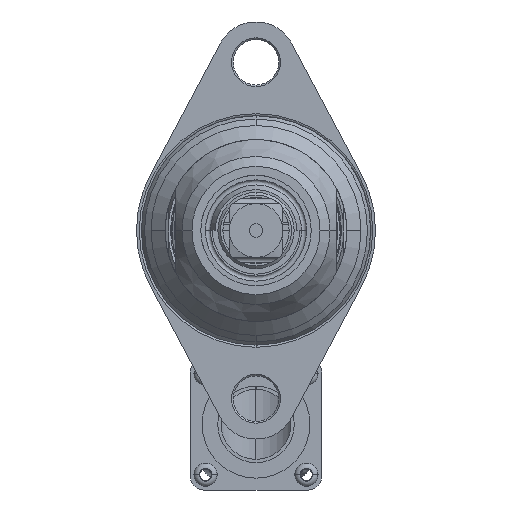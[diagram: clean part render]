
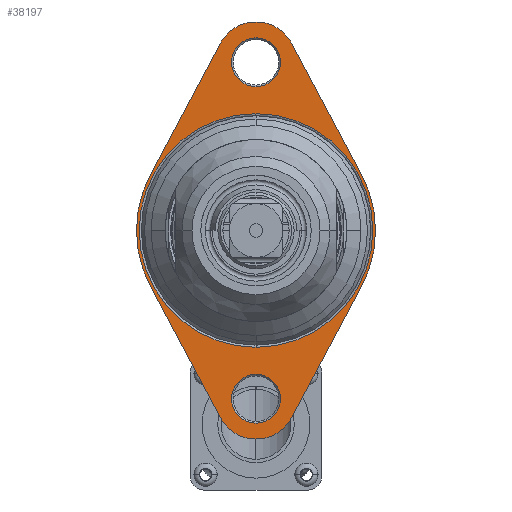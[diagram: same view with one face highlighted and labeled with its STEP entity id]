
A CAD part, left-side view. The second image highlights one B-rep face of the part: STEP entity #38197.
In plain terms, the highlighted planar face has unit normal (-1, 0, 0).
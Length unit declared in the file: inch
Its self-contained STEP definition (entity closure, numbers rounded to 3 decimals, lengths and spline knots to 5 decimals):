
#36042=CARTESIAN_POINT('',(-10.1222,0.,1.5625));
#36043=DIRECTION('',(-1.,0.,0.));
#36044=DIRECTION('',(0.,-0.882,0.47));
#36045=AXIS2_PLACEMENT_3D('',#36042,#36043,#36044);
#36047=DIRECTION('',(0.,0.47,0.882));
#36048=VECTOR('',#36047,1.37883);
#36049=CARTESIAN_POINT('',(-10.1222,-0.97952,0.52214));
#36050=LINE('',#36049,#36048);
#36051=CARTESIAN_POINT('',(-10.1222,0.,0.));
#36052=DIRECTION('',(-1.,0.,0.));
#36053=DIRECTION('',(0.,-0.882,-0.47));
#36054=AXIS2_PLACEMENT_3D('',#36051,#36052,#36053);
#36056=DIRECTION('',(0.,-0.47,0.882));
#36057=VECTOR('',#36056,1.37883);
#36058=CARTESIAN_POINT('',(-10.1222,-0.33092,-1.7389));
#36059=LINE('',#36058,#36057);
#36060=CARTESIAN_POINT('',(-10.1222,0.,-1.5625));
#36061=DIRECTION('',(-1.,0.,0.));
#36062=DIRECTION('',(0.,0.882,-0.47));
#36063=AXIS2_PLACEMENT_3D('',#36060,#36061,#36062);
#36065=DIRECTION('',(0.,-0.47,-0.882));
#36066=VECTOR('',#36065,1.37883);
#36067=CARTESIAN_POINT('',(-10.1222,0.97952,-0.52214));
#36068=LINE('',#36067,#36066);
#36069=CARTESIAN_POINT('',(-10.1222,0.,0.));
#36070=DIRECTION('',(-1.,0.,0.));
#36071=DIRECTION('',(0.,0.882,0.47));
#36072=AXIS2_PLACEMENT_3D('',#36069,#36070,#36071);
#36074=DIRECTION('',(0.,0.47,-0.882));
#36075=VECTOR('',#36074,1.37883);
#36076=CARTESIAN_POINT('',(-10.1222,0.33092,1.7389));
#36077=LINE('',#36076,#36075);
#36078=CARTESIAN_POINT('',(-10.1222,0.,0.));
#36079=DIRECTION('',(-1.,0.,0.));
#36080=DIRECTION('',(0.,0.,-1.));
#36081=AXIS2_PLACEMENT_3D('',#36078,#36079,#36080);
#36083=CARTESIAN_POINT('',(-10.1222,0.,0.));
#36084=DIRECTION('',(-1.,0.,0.));
#36085=DIRECTION('',(0.,0.,1.));
#36086=AXIS2_PLACEMENT_3D('',#36083,#36084,#36085);
#36266=CARTESIAN_POINT('',(-10.1222,0.,1.5625));
#36267=DIRECTION('',(1.,0.,0.));
#36268=DIRECTION('',(0.,0.,-1.));
#36269=AXIS2_PLACEMENT_3D('',#36266,#36267,#36268);
#36276=CARTESIAN_POINT('',(-10.1222,0.,1.5625));
#36277=DIRECTION('',(1.,0.,0.));
#36278=DIRECTION('',(0.,0.,1.));
#36279=AXIS2_PLACEMENT_3D('',#36276,#36277,#36278);
#36294=CARTESIAN_POINT('',(-10.1222,0.,-1.5625));
#36295=DIRECTION('',(-1.,0.,0.));
#36296=DIRECTION('',(0.,0.,1.));
#36297=AXIS2_PLACEMENT_3D('',#36294,#36295,#36296);
#36304=CARTESIAN_POINT('',(-10.1222,0.,-1.5625));
#36305=DIRECTION('',(-1.,0.,0.));
#36306=DIRECTION('',(0.,0.,-1.));
#36307=AXIS2_PLACEMENT_3D('',#36304,#36305,#36306);
#37963=CARTESIAN_POINT('',(-10.1222,-0.33092,1.7389));
#37964=CARTESIAN_POINT('',(-10.1222,0.33092,1.7389));
#37965=VERTEX_POINT('',#37963);
#37966=VERTEX_POINT('',#37964);
#37967=CARTESIAN_POINT('',(-10.1222,0.97952,0.52214));
#37968=VERTEX_POINT('',#37967);
#37969=CARTESIAN_POINT('',(-10.1222,0.97952,-0.52214));
#37970=VERTEX_POINT('',#37969);
#37971=CARTESIAN_POINT('',(-10.1222,0.33092,-1.7389));
#37972=VERTEX_POINT('',#37971);
#37973=CARTESIAN_POINT('',(-10.1222,-0.33092,-1.7389));
#37974=VERTEX_POINT('',#37973);
#37975=CARTESIAN_POINT('',(-10.1222,-0.97952,-0.52214));
#37976=VERTEX_POINT('',#37975);
#37977=CARTESIAN_POINT('',(-10.1222,-0.97952,0.52214));
#37978=VERTEX_POINT('',#37977);
#38007=CARTESIAN_POINT('',(-10.1222,0.,1.336));
#38008=CARTESIAN_POINT('',(-10.1222,0.,1.789));
#38009=VERTEX_POINT('',#38007);
#38010=VERTEX_POINT('',#38008);
#38015=CARTESIAN_POINT('',(-10.1222,0.,-1.336));
#38016=CARTESIAN_POINT('',(-10.1222,0.,-1.789));
#38017=VERTEX_POINT('',#38015);
#38018=VERTEX_POINT('',#38016);
#38031=CARTESIAN_POINT('',(-10.1222,0.,-1.085));
#38032=CARTESIAN_POINT('',(-10.1222,0.,1.085));
#38033=VERTEX_POINT('',#38031);
#38034=VERTEX_POINT('',#38032);
#38156=CARTESIAN_POINT('',(-10.1222,0.,0.));
#38157=DIRECTION('',(-1.,0.,0.));
#38158=DIRECTION('',(0.,-1.,0.));
#38159=AXIS2_PLACEMENT_3D('',#38156,#38157,#38158);
#38160=PLANE('',#38159);
#38162=ORIENTED_EDGE('',*,*,#38161,.F.);
#38164=ORIENTED_EDGE('',*,*,#38163,.F.);
#38166=ORIENTED_EDGE('',*,*,#38165,.F.);
#38168=ORIENTED_EDGE('',*,*,#38167,.F.);
#38170=ORIENTED_EDGE('',*,*,#38169,.F.);
#38172=ORIENTED_EDGE('',*,*,#38171,.F.);
#38174=ORIENTED_EDGE('',*,*,#38173,.F.);
#38176=ORIENTED_EDGE('',*,*,#38175,.F.);
#38177=EDGE_LOOP('',(#38162,#38164,#38166,#38168,#38170,#38172,#38174,#38176));
#38178=FACE_OUTER_BOUND('',#38177,.F.);
#38180=ORIENTED_EDGE('',*,*,#38179,.F.);
#38182=ORIENTED_EDGE('',*,*,#38181,.F.);
#38183=EDGE_LOOP('',(#38180,#38182));
#38184=FACE_BOUND('',#38183,.F.);
#38186=ORIENTED_EDGE('',*,*,#38185,.T.);
#38188=ORIENTED_EDGE('',*,*,#38187,.T.);
#38189=EDGE_LOOP('',(#38186,#38188));
#38190=FACE_BOUND('',#38189,.F.);
#38192=ORIENTED_EDGE('',*,*,#38191,.T.);
#38194=ORIENTED_EDGE('',*,*,#38193,.T.);
#38195=EDGE_LOOP('',(#38192,#38194));
#38196=FACE_BOUND('',#38195,.F.);
#38197=ADVANCED_FACE('',(#38178,#38184,#38190,#38196),#38160,.T.);
#36046=CIRCLE('',#36045,0.375);
#36055=CIRCLE('',#36054,1.11);
#36064=CIRCLE('',#36063,0.375);
#36073=CIRCLE('',#36072,1.11);
#36082=CIRCLE('',#36081,1.085);
#36087=CIRCLE('',#36086,1.085);
#36270=CIRCLE('',#36269,0.2265);
#36280=CIRCLE('',#36279,0.2265);
#36298=CIRCLE('',#36297,0.2265);
#36308=CIRCLE('',#36307,0.2265);
#38161=EDGE_CURVE('',#37965,#37966,#36046,.T.);
#38163=EDGE_CURVE('',#37978,#37965,#36050,.T.);
#38165=EDGE_CURVE('',#37976,#37978,#36055,.T.);
#38167=EDGE_CURVE('',#37974,#37976,#36059,.T.);
#38169=EDGE_CURVE('',#37972,#37974,#36064,.T.);
#38171=EDGE_CURVE('',#37970,#37972,#36068,.T.);
#38173=EDGE_CURVE('',#37968,#37970,#36073,.T.);
#38175=EDGE_CURVE('',#37966,#37968,#36077,.T.);
#38179=EDGE_CURVE('',#38010,#38009,#36280,.T.);
#38181=EDGE_CURVE('',#38009,#38010,#36270,.T.);
#38185=EDGE_CURVE('',#38018,#38017,#36308,.T.);
#38187=EDGE_CURVE('',#38017,#38018,#36298,.T.);
#38191=EDGE_CURVE('',#38033,#38034,#36082,.T.);
#38193=EDGE_CURVE('',#38034,#38033,#36087,.T.);
